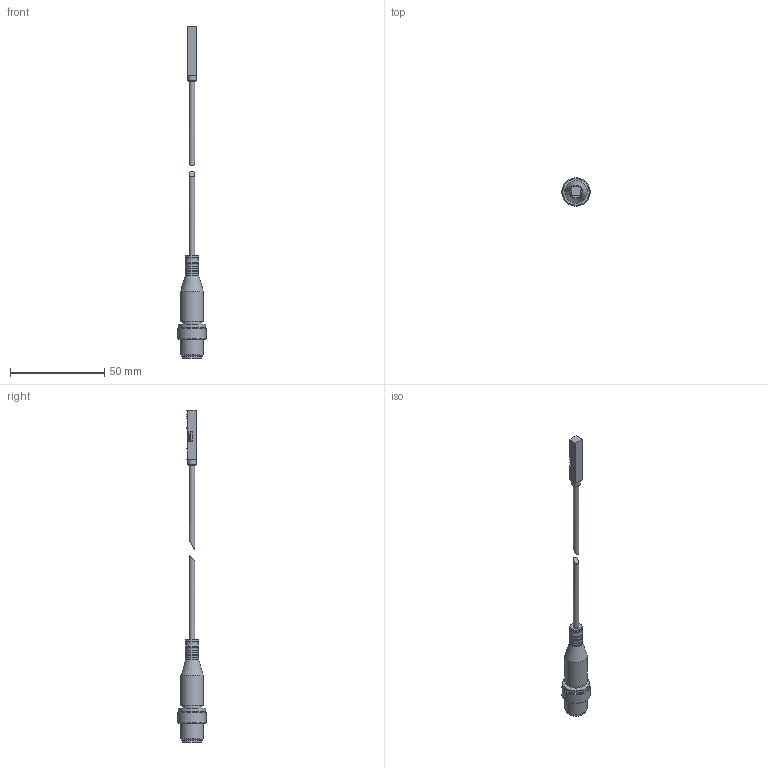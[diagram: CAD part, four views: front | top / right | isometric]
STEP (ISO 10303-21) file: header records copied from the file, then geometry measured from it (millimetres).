
FILE_DESCRIPTION(/* description */ ('STEP AP214'),/* implementation_level */ '2;1');
FILE_NAME(/* name */ '574382_CRSMT-8M-PS-24V-K-03-M12-EX2',/* time_stamp */ '2024-08-09T15:05:56+02:00',/* author */ ('License CC BY-ND 4.0'),/* organization */ ('CADENAS'),/* preprocessor_version */ 'ST-DEVELOPER v19.3',/* originating_system */ 'PARTsolutions',/* authorisation */ ' ');
FILE_SCHEMA (('AUTOMOTIVE_DESIGN {1 0 10303 214 3 1 1}'));
Length unit declared in the file: millimetre
Products named in the file (3): 574382 CRSMT-8M-PS-24V-K-0,3-M12-EX2; 574382---(N); CRSMT-8M-PS-24V-K-0,3-M12
Assembly tree (2 placements, depth 2):
  574382 CRSMT-8M-PS-24V-K-0,3-M12-EX2
    574382---(N)
    CRSMT-8M-PS-24V-K-0,3-M12
Bounding box: 15 x 15 x 176.25 mm (x, y, z)
Volume: 6107.6 mm3; surface area: 4109.5 mm2
Topology: 2 solids, 2 shells, 121 faces, 286 edges, 184 vertices
Faces by surface type: plane 74, cylinder 34, torus 8, cone 5
Full cylindrical faces by diameter (mm): 1 x3, 2.9 x2, 3.4 x1, 4 x1, 4.5 x2, 7 x5, 8.3 x1, 9.6 x1, 10.5 x1, 12 x2, 13 x1, 14.4 x1, 15 x1
Entity records: 4148 total; most frequent: DIRECTION 585, CARTESIAN_POINT 545, ORIENTED_EDGE 488, EDGE_CURVE 244, AXIS2_PLACEMENT_3D 217, VERTEX_POINT 177, EDGE_LOOP 171, FACE_BOUND 171
